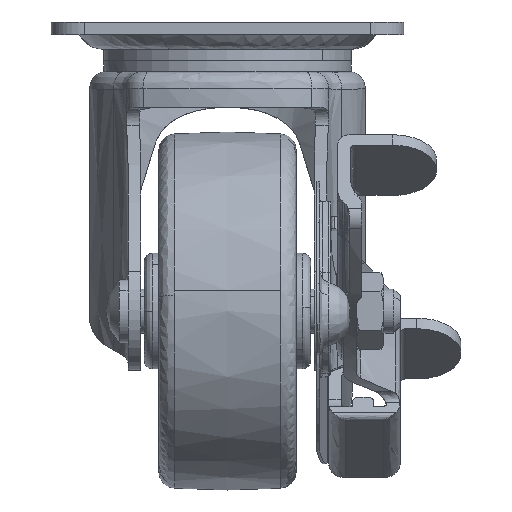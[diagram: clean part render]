
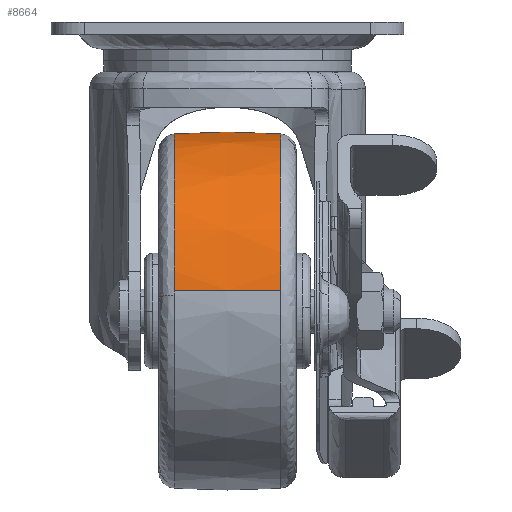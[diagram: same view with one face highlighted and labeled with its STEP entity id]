
A CAD part, left-side view. The second image highlights one B-rep face of the part: STEP entity #8664.
In plain terms, the highlighted free-form (B-spline) face has degree [2, 2] with [3, 5] control points.
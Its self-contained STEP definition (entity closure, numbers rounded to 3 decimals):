
#7323=CARTESIAN_POINT('',(0.0,-9.694,-20.314));
#7324=VERTEX_POINT('',#7323);
#7333=CARTESIAN_POINT('',(-31.971,-9.694,-48.784));
#7334=VERTEX_POINT('',#7333);
#7335=CARTESIAN_POINT('',(0.0,-9.694,-20.314));
#7336=CARTESIAN_POINT('',(-1.464,-9.694,-20.314));
#7337=CARTESIAN_POINT('',(-4.452,-9.694,-20.518));
#7338=CARTESIAN_POINT('',(-8.759,-9.694,-21.424));
#7339=CARTESIAN_POINT('',(-12.671,-9.694,-22.825));
#7340=CARTESIAN_POINT('',(-16.818,-9.694,-24.911));
#7341=CARTESIAN_POINT('',(-20.516,-9.694,-27.533));
#7342=CARTESIAN_POINT('',(-24.155,-9.694,-31.063));
#7343=CARTESIAN_POINT('',(-27.301,-9.694,-35.128));
#7344=CARTESIAN_POINT('',(-29.732,-9.694,-39.803));
#7345=CARTESIAN_POINT('',(-31.277,-9.694,-44.506));
#7346=CARTESIAN_POINT('',(-31.802,-9.694,-47.33));
#7347=CARTESIAN_POINT('',(-31.971,-9.694,-48.784));
#7348=B_SPLINE_CURVE_WITH_KNOTS('',3,(#7335,#7336,#7337,#7338,#7339,#7340,#7341,#7342,#7343,#7344,#7345,#7346,#7347),.UNSPECIFIED.,.F.,.U.,(4,1,1,1,1,1,1,1,1,1,4),(0.,4.391,8.964,13.172,16.831,22.868,26.71,32.015,38.235,42.443,46.834),.UNSPECIFIED.);
#7349=EDGE_CURVE('',#7324,#7334,#7348,.T.);
#7540=CARTESIAN_POINT('',(0.0,9.694,-20.314));
#7541=VERTEX_POINT('',#7540);
#7623=CARTESIAN_POINT('',(-31.971,9.694,-48.784));
#7624=VERTEX_POINT('',#7623);
#7630=CARTESIAN_POINT('',(0.0,9.694,-20.314));
#7631=CARTESIAN_POINT('',(-1.646,9.694,-20.313));
#7632=CARTESIAN_POINT('',(-4.635,9.694,-20.543));
#7633=CARTESIAN_POINT('',(-8.693,9.694,-21.434));
#7634=CARTESIAN_POINT('',(-13.022,9.694,-22.929));
#7635=CARTESIAN_POINT('',(-17.254,9.694,-25.149));
#7636=CARTESIAN_POINT('',(-21.048,9.694,-28.038));
#7637=CARTESIAN_POINT('',(-23.707,9.694,-30.647));
#7638=CARTESIAN_POINT('',(-26.319,9.694,-33.795));
#7639=CARTESIAN_POINT('',(-28.582,9.694,-37.434));
#7640=CARTESIAN_POINT('',(-30.824,9.694,-42.655));
#7641=CARTESIAN_POINT('',(-31.69,9.694,-46.361));
#7642=CARTESIAN_POINT('',(-31.971,9.694,-48.784));
#7643=B_SPLINE_CURVE_WITH_KNOTS('',3,(#7630,#7631,#7632,#7633,#7634,#7635,#7636,#7637,#7638,#7639,#7640,#7641,#7642),.UNSPECIFIED.,.F.,.U.,(4,1,1,1,1,1,1,1,1,1,4),(0.,4.939,8.964,12.44,18.66,23.234,26.71,29.82,35.491,39.516,46.834),.UNSPECIFIED.);
#7644=EDGE_CURVE('',#7541,#7624,#7643,.T.);
#8599=CARTESIAN_POINT('',(-31.971,-9.694,-48.784));
#8600=CARTESIAN_POINT('',(-32.595,0.,-48.711));
#8601=CARTESIAN_POINT('',(-31.971,9.694,-48.784));
#8609=(BOUNDED_CURVE()B_SPLINE_CURVE(2,(#8599,#8600,#8601),.UNSPECIFIED.,.F.,.U.)B_SPLINE_CURVE_WITH_KNOTS((3,3),(0.454,0.546),.UNSPECIFIED.)CURVE()GEOMETRIC_REPRESENTATION_ITEM()RATIONAL_B_SPLINE_CURVE((0.854,0.852,0.854))REPRESENTATION_ITEM(''));
#8610=EDGE_CURVE('',#7334,#7624,#8609,.T.);
#8616=CARTESIAN_POINT('',(0.0,-9.694,-20.314));
#8617=CARTESIAN_POINT('',(0.0,0.,-19.686));
#8618=CARTESIAN_POINT('',(0.0,9.694,-20.314));
#8626=(BOUNDED_CURVE()B_SPLINE_CURVE(2,(#8616,#8617,#8618),.UNSPECIFIED.,.F.,.U.)B_SPLINE_CURVE_WITH_KNOTS((3,3),(0.454,0.546),.UNSPECIFIED.)CURVE()GEOMETRIC_REPRESENTATION_ITEM()RATIONAL_B_SPLINE_CURVE((0.893,0.891,0.893))REPRESENTATION_ITEM(''));
#8627=EDGE_CURVE('',#7324,#7541,#8626,.T.);
#8635=CARTESIAN_POINT('',(0.208,-10.66,-20.379));
#8636=CARTESIAN_POINT('',(0.213,0.,-19.62));
#8637=CARTESIAN_POINT('',(0.208,10.66,-20.379));
#8638=CARTESIAN_POINT('',(0.104,-10.66,-20.379));
#8639=CARTESIAN_POINT('',(0.107,0.,-19.62));
#8640=CARTESIAN_POINT('',(0.104,10.66,-20.379));
#8641=CARTESIAN_POINT('',(-28.603,-10.66,-20.379));
#8642=CARTESIAN_POINT('',(-29.28,0.,-19.62));
#8643=CARTESIAN_POINT('',(-28.603,10.66,-20.379));
#8644=CARTESIAN_POINT('',(-31.918,-10.66,-48.9));
#8645=CARTESIAN_POINT('',(-32.673,0.,-48.814));
#8646=CARTESIAN_POINT('',(-31.918,10.66,-48.9));
#8647=CARTESIAN_POINT('',(-31.931,-10.66,-49.008));
#8648=CARTESIAN_POINT('',(-32.686,0.,-48.925));
#8649=CARTESIAN_POINT('',(-31.931,10.66,-49.008));
#8657=(BOUNDED_SURFACE()B_SPLINE_SURFACE(2,2,((#8635,#8638,#8641,#8644,#8647),(#8636,#8639,#8642,#8645,#8648),(#8637,#8640,#8643,#8646,#8649)),.UNSPECIFIED.,.F.,.F.,.U.)B_SPLINE_SURFACE_WITH_KNOTS((3,3),(3,1,1,3),(0.0,21.347),(0.0,0.247,49.733,49.981),.UNSPECIFIED.)GEOMETRIC_REPRESENTATION_ITEM()RATIONAL_B_SPLINE_SURFACE(((0.895,0.894,0.652,0.855,0.856),(0.893,0.892,0.651,0.853,0.854),(0.895,0.894,0.652,0.855,0.856)))REPRESENTATION_ITEM('')SURFACE());
#8658=ORIENTED_EDGE('',*,*,#7349,.F.);
#8659=ORIENTED_EDGE('',*,*,#8627,.T.);
#8660=ORIENTED_EDGE('',*,*,#7644,.T.);
#8661=ORIENTED_EDGE('',*,*,#8610,.F.);
#8662=EDGE_LOOP('',(#8658,#8659,#8660,#8661));
#8663=FACE_OUTER_BOUND('',#8662,.T.);
#8664=ADVANCED_FACE('',(#8663),#8657,.T.);
